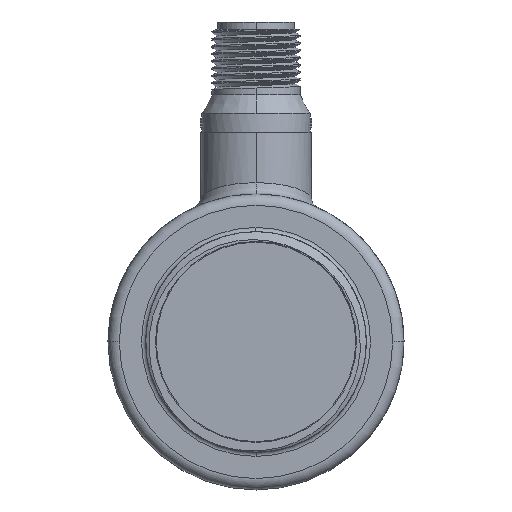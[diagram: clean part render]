
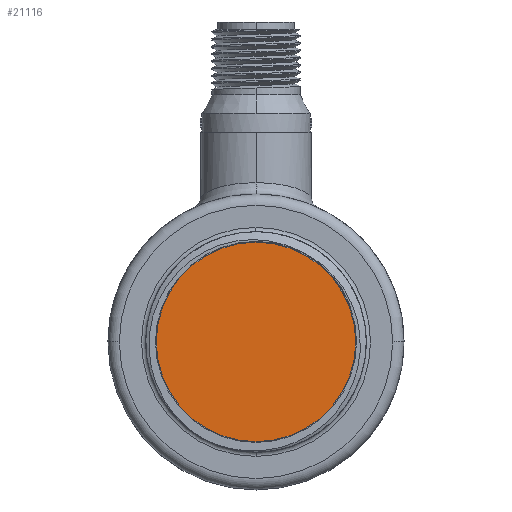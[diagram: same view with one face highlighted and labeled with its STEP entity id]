
A CAD part, front view. The second image highlights one B-rep face of the part: STEP entity #21116.
In plain terms, the highlighted planar face has unit normal (0, -1, 0).
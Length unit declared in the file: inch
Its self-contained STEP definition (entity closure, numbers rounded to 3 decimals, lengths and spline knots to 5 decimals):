
#4141=CARTESIAN_POINT('',(0.,-1.34517,0.));
#4142=DIRECTION('',(0.,-1.,0.));
#4143=DIRECTION('',(0.,0.,-1.));
#4144=AXIS2_PLACEMENT_3D('',#4141,#4142,#4143);
#4155=CARTESIAN_POINT('',(0.,-1.34517,0.));
#4156=DIRECTION('',(0.,1.,0.));
#4157=DIRECTION('',(0.,0.,-1.));
#4158=AXIS2_PLACEMENT_3D('',#4155,#4156,#4157);
#15410=CARTESIAN_POINT('',(0.,-1.34517,-0.53346));
#15411=CARTESIAN_POINT('',(0.,-1.34517,0.53346));
#15412=VERTEX_POINT('',#15410);
#15413=VERTEX_POINT('',#15411);
#21107=CARTESIAN_POINT('',(0.,-1.34517,0.));
#21108=DIRECTION('',(0.,-1.,0.));
#21109=DIRECTION('',(0.,0.,1.));
#21110=AXIS2_PLACEMENT_3D('',#21107,#21108,#21109);
#21111=PLANE('',#21110);
#21112=ORIENTED_EDGE('',*,*,#21087,.F.);
#21113=ORIENTED_EDGE('',*,*,#21101,.T.);
#21114=EDGE_LOOP('',(#21112,#21113));
#21115=FACE_OUTER_BOUND('',#21114,.F.);
#21116=ADVANCED_FACE('',(#21115),#21111,.T.);
#4145=CIRCLE('',#4144,0.53346);
#4159=CIRCLE('',#4158,0.53346);
#21087=EDGE_CURVE('',#15412,#15413,#4145,.T.);
#21101=EDGE_CURVE('',#15412,#15413,#4159,.T.);
